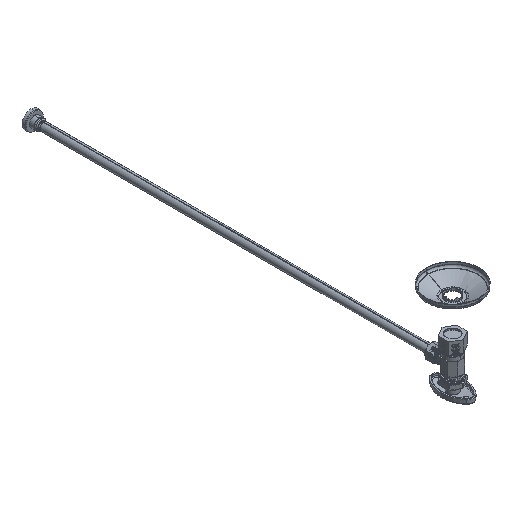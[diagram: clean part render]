
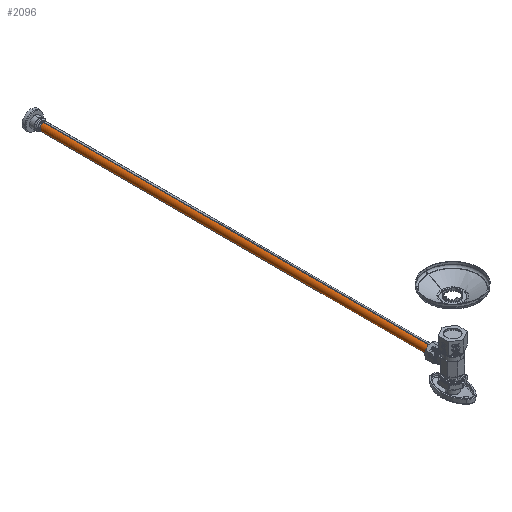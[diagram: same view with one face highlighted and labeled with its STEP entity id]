
A CAD part, isometric view. The second image highlights one B-rep face of the part: STEP entity #2096.
In plain terms, the highlighted cylindrical face has radius 4.763 mm (diameter 9.525 mm), a partial arc.
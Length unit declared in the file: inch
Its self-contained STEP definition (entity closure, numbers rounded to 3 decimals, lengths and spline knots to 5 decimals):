
#206=CARTESIAN_POINT('',(0.,19.30629,0.));
#207=DIRECTION('',(0.,1.,0.));
#208=DIRECTION('',(0.,0.,-1.));
#209=AXIS2_PLACEMENT_3D('',#206,#207,#208);
#211=CARTESIAN_POINT('',(0.,0.34,0.1875));
#212=CARTESIAN_POINT('',(-0.01879,0.34,0.1875));
#213=CARTESIAN_POINT('',(-0.05712,0.33684,
0.18187));
#214=CARTESIAN_POINT('',(-0.11189,0.32253,
0.1546));
#215=CARTESIAN_POINT('',(-0.15519,0.30337,
0.11089));
#216=CARTESIAN_POINT('',(-0.1817,0.28759,
0.05726));
#217=CARTESIAN_POINT('',(-0.1904,0.28164,
0.00006));
#218=CARTESIAN_POINT('',(-0.18172,0.28758,
-0.05726));
#219=CARTESIAN_POINT('',(-0.15517,0.30338,
-0.11092));
#220=CARTESIAN_POINT('',(-0.11186,0.32254,
-0.15462));
#221=CARTESIAN_POINT('',(-0.05706,0.33685,
-0.18189));
#222=CARTESIAN_POINT('',(-0.01876,0.34,-0.1875));
#223=CARTESIAN_POINT('',(0.,0.34,-0.1875));
#427=DIRECTION('',(0.,1.,0.));
#428=VECTOR('',#427,18.96629);
#429=CARTESIAN_POINT('',(0.,0.34,0.1875));
#430=LINE('',#429,#428);
#431=DIRECTION('',(0.,-1.,0.));
#432=VECTOR('',#431,18.96629);
#433=CARTESIAN_POINT('',(0.,19.30629,-0.1875));
#434=LINE('',#433,#432);
#1589=CARTESIAN_POINT('',(0.,19.30629,-0.1875));
#1590=CARTESIAN_POINT('',(0.,19.30629,0.1875));
#1591=VERTEX_POINT('',#1589);
#1592=VERTEX_POINT('',#1590);
#1747=VERTEX_POINT('',#211);
#1748=VERTEX_POINT('',#223);
#2082=CARTESIAN_POINT('',(0.,-0.10053,0.));
#2083=DIRECTION('',(0.,1.,0.));
#2084=DIRECTION('',(0.,0.,-1.));
#2085=AXIS2_PLACEMENT_3D('',#2082,#2083,#2084);
#2086=CYLINDRICAL_SURFACE('',#2085,0.1875);
#2088=ORIENTED_EDGE('',*,*,#2087,.T.);
#2090=ORIENTED_EDGE('',*,*,#2089,.F.);
#2091=ORIENTED_EDGE('',*,*,#2072,.T.);
#2093=ORIENTED_EDGE('',*,*,#2092,.F.);
#2094=EDGE_LOOP('',(#2088,#2090,#2091,#2093));
#2095=FACE_OUTER_BOUND('',#2094,.F.);
#2096=ADVANCED_FACE('',(#2095),#2086,.T.);
#210=CIRCLE('',#209,0.1875);
#224=B_SPLINE_CURVE_WITH_KNOTS('',3,(#211,#212,#213,#214,#215,#216,#217,#218,
#219,#220,#221,#222,#223),.UNSPECIFIED.,.F.,.F.,(4,1,1,1,1,1,1,1,1,1,4),(0.,
0.1,0.2,0.3,0.4,0.5,0.6,0.7,0.8,0.9,1.),.UNSPECIFIED.);
#2072=EDGE_CURVE('',#1591,#1592,#210,.T.);
#2087=EDGE_CURVE('',#1747,#1748,#224,.T.);
#2089=EDGE_CURVE('',#1591,#1748,#434,.T.);
#2092=EDGE_CURVE('',#1747,#1592,#430,.T.);
